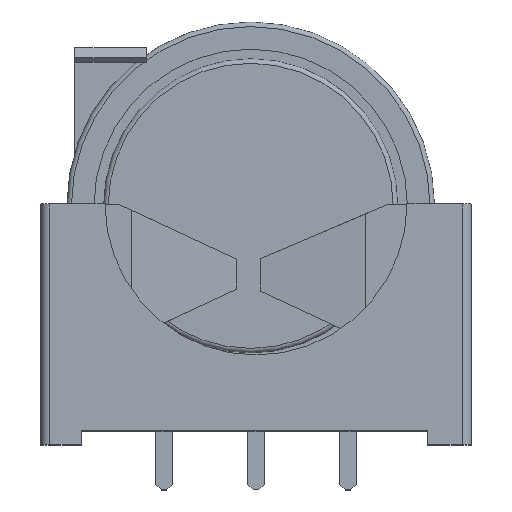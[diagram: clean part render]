
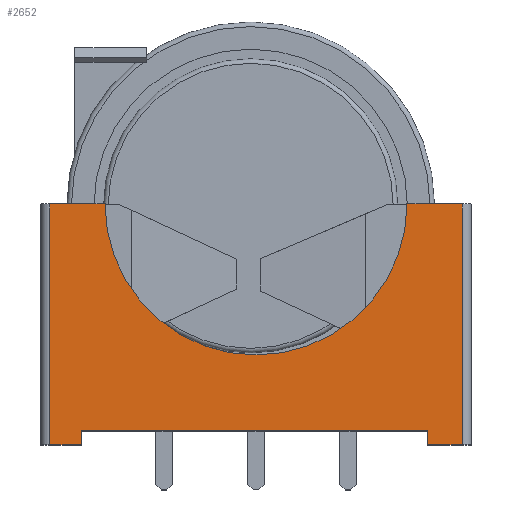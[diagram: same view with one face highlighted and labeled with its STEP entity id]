
A CAD part, top view. The second image highlights one B-rep face of the part: STEP entity #2652.
In plain terms, the highlighted planar face has unit normal (0, 0, 1).
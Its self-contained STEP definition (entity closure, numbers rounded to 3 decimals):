
#10 = EDGE_CURVE ( 'NONE', #722, #3728, #2371, .T. ) ;
#15 = CARTESIAN_POINT ( 'NONE',  ( 2.207, 0.755, 0. ) ) ;
#29 = ORIENTED_EDGE ( 'NONE', *, *, #3695, .F. ) ;
#54 = DIRECTION ( 'NONE',  ( 1., 0., 0. ) ) ;
#110 = CARTESIAN_POINT ( 'NONE',  ( 0.5, 13.1, 0. ) ) ;
#167 = VECTOR ( 'NONE', #769, 1000. ) ;
#173 = VERTEX_POINT ( 'NONE', #2674 ) ;
#215 = CARTESIAN_POINT ( 'NONE',  ( 21.048, 0., 0. ) ) ;
#220 = DIRECTION ( 'NONE',  ( -1., 0., 0. ) ) ;
#300 = LINE ( 'NONE', #2539, #3281 ) ;
#432 = LINE ( 'NONE', #2844, #1378 ) ;
#491 = ORIENTED_EDGE ( 'NONE', *, *, #1869, .F. ) ;
#494 = VECTOR ( 'NONE', #3165, 1000. ) ;
#537 = DIRECTION ( 'NONE',  ( 1., 0., 0. ) ) ;
#670 = CARTESIAN_POINT ( 'NONE',  ( 11.71, 13.1, 0. ) ) ;
#676 = EDGE_CURVE ( 'NONE', #3728, #3313, #2854, .T. ) ;
#679 = LINE ( 'NONE', #15, #2614 ) ;
#701 = CARTESIAN_POINT ( 'NONE',  ( 0., 13.1, 0. ) ) ;
#713 = VERTEX_POINT ( 'NONE', #2412 ) ;
#722 = VERTEX_POINT ( 'NONE', #110 ) ;
#763 = EDGE_CURVE ( 'NONE', #173, #3526, #300, .T. ) ;
#769 = DIRECTION ( 'NONE',  ( 0., -1., 0. ) ) ;
#789 = DIRECTION ( 'NONE',  ( 0., 0., -1. ) ) ;
#803 = CARTESIAN_POINT ( 'NONE',  ( 22.92, 0., 0. ) ) ;
#805 = AXIS2_PLACEMENT_3D ( 'NONE', #1691, #789, #220 ) ;
#815 = EDGE_CURVE ( 'NONE', #3526, #2612, #3125, .T. ) ;
#820 = DIRECTION ( 'NONE',  ( 0., 1., 0. ) ) ;
#857 = LINE ( 'NONE', #1465, #494 ) ;
#915 = VECTOR ( 'NONE', #1128, 1000. ) ;
#941 = ORIENTED_EDGE ( 'NONE', *, *, #1697, .T. ) ;
#967 = ORIENTED_EDGE ( 'NONE', *, *, #3549, .F. ) ;
#1001 = CARTESIAN_POINT ( 'NONE',  ( 19.92, 13.1, 0. ) ) ;
#1006 = LINE ( 'NONE', #1947, #2619 ) ;
#1021 = CARTESIAN_POINT ( 'NONE',  ( 22.92, 13.1, 0. ) ) ;
#1128 = DIRECTION ( 'NONE',  ( 0., 1., 0. ) ) ;
#1132 = DIRECTION ( 'NONE',  ( 0., -1., 0. ) ) ;
#1187 = CARTESIAN_POINT ( 'NONE',  ( 2.207, 0.755, 0. ) ) ;
#1300 = CARTESIAN_POINT ( 'NONE',  ( 0.5, 0., 0. ) ) ;
#1342 = VERTEX_POINT ( 'NONE', #2618 ) ;
#1378 = VECTOR ( 'NONE', #1132, 1000. ) ;
#1388 = DIRECTION ( 'NONE',  ( 1., 0., 0. ) ) ;
#1465 = CARTESIAN_POINT ( 'NONE',  ( 0., 13.1, 0. ) ) ;
#1685 = LINE ( 'NONE', #215, #915 ) ;
#1691 = CARTESIAN_POINT ( 'NONE',  ( 0., 13.1, 0. ) ) ;
#1697 = EDGE_CURVE ( 'NONE', #722, #3402, #2153, .T. ) ;
#1723 = ORIENTED_EDGE ( 'NONE', *, *, #815, .T. ) ;
#1869 = EDGE_CURVE ( 'NONE', #3649, #713, #432, .T. ) ;
#1947 = CARTESIAN_POINT ( 'NONE',  ( 0., 0., 0. ) ) ;
#2005 = ORIENTED_EDGE ( 'NONE', *, *, #763, .T. ) ;
#2153 = LINE ( 'NONE', #3679, #167 ) ;
#2371 = LINE ( 'NONE', #701, #3408 ) ;
#2408 = AXIS2_PLACEMENT_3D ( 'NONE', #670, #2910, #54 ) ;
#2412 = CARTESIAN_POINT ( 'NONE',  ( 2.207, 0., 0. ) ) ;
#2508 = PLANE ( 'NONE',  #805 ) ;
#2539 = CARTESIAN_POINT ( 'NONE',  ( 0., 0., 0. ) ) ;
#2546 = VECTOR ( 'NONE', #820, 1000. ) ;
#2562 = ORIENTED_EDGE ( 'NONE', *, *, #676, .F. ) ;
#2603 = FACE_OUTER_BOUND ( 'NONE', #2679, .T. ) ;
#2612 = VERTEX_POINT ( 'NONE', #1021 ) ;
#2614 = VECTOR ( 'NONE', #3237, 1000. ) ;
#2618 = CARTESIAN_POINT ( 'NONE',  ( 21.048, 0.755, 0. ) ) ;
#2619 = VECTOR ( 'NONE', #537, 1000. ) ;
#2652 = ADVANCED_FACE ( 'NONE', ( #2603 ), #2508, .F. ) ;
#2674 = CARTESIAN_POINT ( 'NONE',  ( 21.048, 0., 0. ) ) ;
#2679 = EDGE_LOOP ( 'NONE', ( #29, #2562, #3677, #941, #3615, #491, #3275, #967, #2005, #1723 ) ) ;
#2694 = DIRECTION ( 'NONE',  ( 1., 0., 0. ) ) ;
#2844 = CARTESIAN_POINT ( 'NONE',  ( 2.207, 0., 0. ) ) ;
#2854 = CIRCLE ( 'NONE', #2408, 8.21 ) ;
#2880 = CARTESIAN_POINT ( 'NONE',  ( 3.5, 13.1, 0. ) ) ;
#2910 = DIRECTION ( 'NONE',  ( 0., 0., 1. ) ) ;
#3125 = LINE ( 'NONE', #3734, #2546 ) ;
#3165 = DIRECTION ( 'NONE',  ( 1., 0., 0. ) ) ;
#3237 = DIRECTION ( 'NONE',  ( -1., 0., 0. ) ) ;
#3275 = ORIENTED_EDGE ( 'NONE', *, *, #3754, .F. ) ;
#3281 = VECTOR ( 'NONE', #1388, 1000. ) ;
#3313 = VERTEX_POINT ( 'NONE', #1001 ) ;
#3402 = VERTEX_POINT ( 'NONE', #1300 ) ;
#3408 = VECTOR ( 'NONE', #2694, 1000. ) ;
#3499 = EDGE_CURVE ( 'NONE', #3402, #713, #1006, .T. ) ;
#3526 = VERTEX_POINT ( 'NONE', #803 ) ;
#3549 = EDGE_CURVE ( 'NONE', #173, #1342, #1685, .T. ) ;
#3615 = ORIENTED_EDGE ( 'NONE', *, *, #3499, .T. ) ;
#3649 = VERTEX_POINT ( 'NONE', #1187 ) ;
#3677 = ORIENTED_EDGE ( 'NONE', *, *, #10, .F. ) ;
#3679 = CARTESIAN_POINT ( 'NONE',  ( 0.5, 13.1, 0. ) ) ;
#3695 = EDGE_CURVE ( 'NONE', #3313, #2612, #857, .T. ) ;
#3728 = VERTEX_POINT ( 'NONE', #2880 ) ;
#3734 = CARTESIAN_POINT ( 'NONE',  ( 22.92, 13.1, 0. ) ) ;
#3754 = EDGE_CURVE ( 'NONE', #1342, #3649, #679, .T. ) ;
